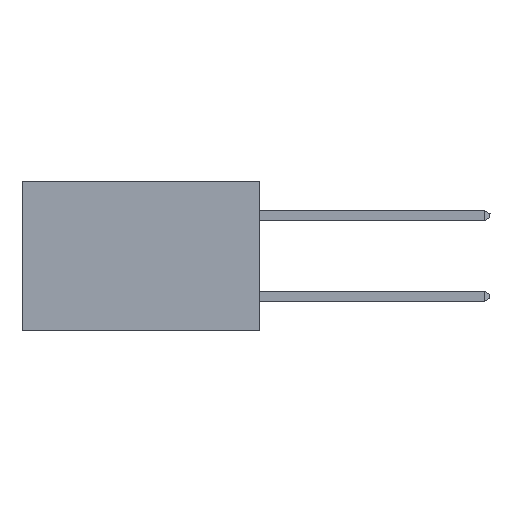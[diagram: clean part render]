
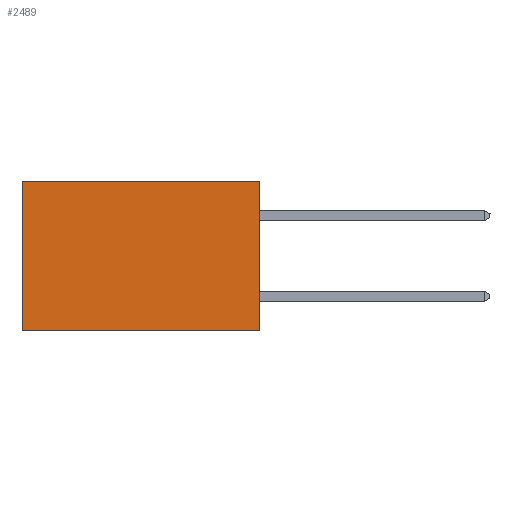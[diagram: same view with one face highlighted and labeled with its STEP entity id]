
A CAD part, left-side view. The second image highlights one B-rep face of the part: STEP entity #2489.
In plain terms, the highlighted planar face has unit normal (-1, 0, 0).
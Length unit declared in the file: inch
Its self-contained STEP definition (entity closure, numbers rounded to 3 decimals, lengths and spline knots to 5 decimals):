
#361 = FACE_OUTER_BOUND ( 'NONE', #6832, .T. ) ;
#508 = DIRECTION ( 'NONE',  ( 0., 0., -1. ) ) ;
#519 = DIRECTION ( 'NONE',  ( 1., 0., 0. ) ) ;
#570 = LINE ( 'NONE', #1455, #4717 ) ;
#1198 = EDGE_CURVE ( 'NONE', #8126, #3408, #570, .T. ) ;
#1236 = EDGE_CURVE ( 'NONE', #6309, #8126, #10175, .T. ) ;
#1436 = DIRECTION ( 'NONE',  ( 0., 1., 0. ) ) ;
#1455 = CARTESIAN_POINT ( 'NONE',  ( 0.277, 0., -0.37 ) ) ;
#1749 = ORIENTED_EDGE ( 'NONE', *, *, #1198, .F. ) ;
#1798 = VECTOR ( 'NONE', #1436, 39.37008 ) ;
#1964 = CARTESIAN_POINT ( 'NONE',  ( 0.277, 0., 0. ) ) ;
#2008 = LINE ( 'NONE', #4156, #8241 ) ;
#2062 = ORIENTED_EDGE ( 'NONE', *, *, #1236, .F. ) ;
#2171 = EDGE_CURVE ( 'NONE', #6309, #4460, #8075, .T. ) ;
#2489 = ADVANCED_FACE ( 'NONE', ( #361 ), #9668, .F. ) ;
#3191 = CARTESIAN_POINT ( 'NONE',  ( 0.277, 0., -0.37 ) ) ;
#3408 = VERTEX_POINT ( 'NONE', #3770 ) ;
#3770 = CARTESIAN_POINT ( 'NONE',  ( 0.277, 0.59, -0.37 ) ) ;
#4097 = ORIENTED_EDGE ( 'NONE', *, *, #2171, .T. ) ;
#4156 = CARTESIAN_POINT ( 'NONE',  ( 0.277, 0.59, -0.37 ) ) ;
#4164 = DIRECTION ( 'NONE',  ( 0., 0., -1. ) ) ;
#4460 = VERTEX_POINT ( 'NONE', #9183 ) ;
#4717 = VECTOR ( 'NONE', #5550, 39.37008 ) ;
#5298 = CARTESIAN_POINT ( 'NONE',  ( 0.277, 0., 0. ) ) ;
#5379 = EDGE_CURVE ( 'NONE', #4460, #3408, #2008, .T. ) ;
#5550 = DIRECTION ( 'NONE',  ( 0., 1., 0. ) ) ;
#6309 = VERTEX_POINT ( 'NONE', #5298 ) ;
#6832 = EDGE_LOOP ( 'NONE', ( #9599, #1749, #2062, #4097 ) ) ;
#7566 = CARTESIAN_POINT ( 'NONE',  ( 0.277, 0., -0.37 ) ) ;
#7797 = DIRECTION ( 'NONE',  ( 0., 0., -1. ) ) ;
#8075 = LINE ( 'NONE', #1964, #1798 ) ;
#8126 = VERTEX_POINT ( 'NONE', #3191 ) ;
#8241 = VECTOR ( 'NONE', #4164, 39.37008 ) ;
#9183 = CARTESIAN_POINT ( 'NONE',  ( 0.277, 0.59, 0. ) ) ;
#9599 = ORIENTED_EDGE ( 'NONE', *, *, #5379, .T. ) ;
#9668 = PLANE ( 'NONE',  #10167 ) ;
#9731 = CARTESIAN_POINT ( 'NONE',  ( 0.277, 0., -0.37 ) ) ;
#9965 = VECTOR ( 'NONE', #7797, 39.37008 ) ;
#10167 = AXIS2_PLACEMENT_3D ( 'NONE', #9731, #519, #508 ) ;
#10175 = LINE ( 'NONE', #7566, #9965 ) ;
